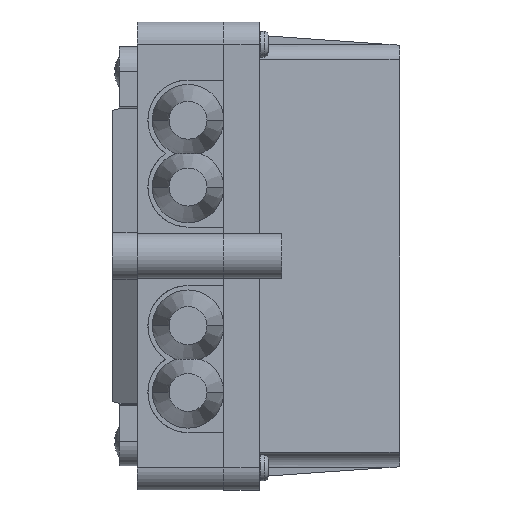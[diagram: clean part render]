
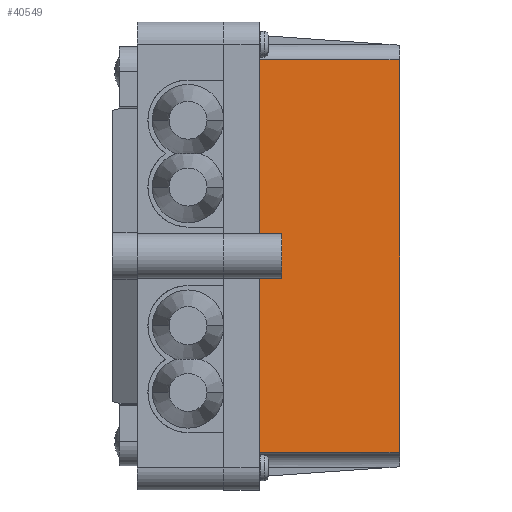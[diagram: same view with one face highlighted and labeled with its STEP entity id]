
A CAD part, front view. The second image highlights one B-rep face of the part: STEP entity #40549.
In plain terms, the highlighted face is planar.
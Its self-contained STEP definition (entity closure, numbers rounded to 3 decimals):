
#37411 = CARTESIAN_POINT ( 'NONE',  ( 5.829, -23.964, 0. ) ) ;
#37413 = CARTESIAN_POINT ( 'NONE',  ( 5.829, -23.615, 5. ) ) ;
#37414 = DIRECTION ( 'NONE',  ( 0., 0.07, 0.998 ) ) ;
#37415 = VECTOR ( 'NONE', #37414, 1000. ) ;
#37416 = CARTESIAN_POINT ( 'NONE',  ( 5.829, -21.762, 31.5 ) ) ;
#37418 = LINE ( 'NONE', #37416, #37415 ) ;
#37502 = CARTESIAN_POINT ( 'NONE',  ( -4.171, -23.615, 5. ) ) ;
#37541 = DIRECTION ( 'NONE',  ( 0., 0.07, 0.998 ) ) ;
#37542 = VECTOR ( 'NONE', #37541, 1000. ) ;
#37543 = CARTESIAN_POINT ( 'NONE',  ( -4.171, -23.071, 12.769 ) ) ;
#37544 = LINE ( 'NONE', #37543, #37542 ) ;
#37557 = CARTESIAN_POINT ( 'NONE',  ( -4.171, -23.964, 0. ) ) ;
#37657 =( BOUNDED_CURVE ( )  B_SPLINE_CURVE ( 3, ( #37697, #37696, #37695, #37694 ),
 .UNSPECIFIED., .F., .F. ) 
 B_SPLINE_CURVE_WITH_KNOTS ( ( 4, 4 ),
 ( 1.571, 1.629 ),
 .UNSPECIFIED. ) 
 CURVE ( )  GEOMETRIC_REPRESENTATION_ITEM ( )  RATIONAL_B_SPLINE_CURVE ( ( 1., 1., 1., 1. ) ) 
 REPRESENTATION_ITEM ( '' )  );
#37658 = FACE_OUTER_BOUND ( 'NONE', #40524, .T. ) ;
#37680 = LINE ( 'NONE', #37689, #37730 ) ;
#37681 = CARTESIAN_POINT ( 'NONE',  ( -43.171, -21.964, 28.601 ) ) ;
#37682 = CARTESIAN_POINT ( 'NONE',  ( -43.171, -21.964, 28.601 ) ) ;
#37683 = CARTESIAN_POINT ( 'NONE',  ( -43.171, -21.897, 29.568 ) ) ;
#37684 = CARTESIAN_POINT ( 'NONE',  ( -43.173, -21.829, 30.535 ) ) ;
#37685 = CARTESIAN_POINT ( 'NONE',  ( -43.177, -21.762, 31.5 ) ) ;
#37686 = DIRECTION ( 'NONE',  ( 0., -0.998, 0.07 ) ) ;
#37687 =( BOUNDED_CURVE ( )  B_SPLINE_CURVE ( 3, ( #37685, #37684, #37683, #37682 ),
 .UNSPECIFIED., .F., .T. ) 
 B_SPLINE_CURVE_WITH_KNOTS ( ( 4, 4 ),
 ( 4.654, 4.712 ),
 .UNSPECIFIED. ) 
 CURVE ( )  GEOMETRIC_REPRESENTATION_ITEM ( )  RATIONAL_B_SPLINE_CURVE ( ( 1., 1., 1., 1. ) ) 
 REPRESENTATION_ITEM ( '' )  );
#37688 = CARTESIAN_POINT ( 'NONE',  ( 48.127, -21.762, 31.5 ) ) ;
#37689 = CARTESIAN_POINT ( 'NONE',  ( -43.171, -23.954, 0.153 ) ) ;
#37690 = DIRECTION ( 'NONE',  ( 1., 0., 0. ) ) ;
#37691 = VECTOR ( 'NONE', #37690, 1000. ) ;
#37692 = CARTESIAN_POINT ( 'NONE',  ( 48.127, -21.762, 31.5 ) ) ;
#37693 = LINE ( 'NONE', #37692, #37691 ) ;
#37694 = CARTESIAN_POINT ( 'NONE',  ( 44.835, -21.762, 31.5 ) ) ;
#37695 = CARTESIAN_POINT ( 'NONE',  ( 44.831, -21.829, 30.535 ) ) ;
#37696 = CARTESIAN_POINT ( 'NONE',  ( 44.829, -21.897, 29.568 ) ) ;
#37697 = CARTESIAN_POINT ( 'NONE',  ( 44.829, -21.964, 28.601 ) ) ;
#37700 = LINE ( 'NONE', #37710, #37758 ) ;
#37701 = DIRECTION ( 'NONE',  ( -1., 0., 0. ) ) ;
#37702 = VECTOR ( 'NONE', #37701, 1000. ) ;
#37703 = LINE ( 'NONE', #37713, #37702 ) ;
#37705 = DIRECTION ( 'NONE',  ( 0., 0.07, 0.998 ) ) ;
#37706 = VECTOR ( 'NONE', #37705, 1000. ) ;
#37707 = CARTESIAN_POINT ( 'NONE',  ( 44.829, -21.762, 31.5 ) ) ;
#37708 = CARTESIAN_POINT ( 'NONE',  ( -43.177, -21.762, 31.5 ) ) ;
#37709 = DIRECTION ( 'NONE',  ( 1., 0., 0. ) ) ;
#37710 = CARTESIAN_POINT ( 'NONE',  ( 48.127, -23.615, 5. ) ) ;
#37711 = DIRECTION ( 'NONE',  ( 0., -0.07, -0.998 ) ) ;
#37712 = LINE ( 'NONE', #37707, #37706 ) ;
#37713 = CARTESIAN_POINT ( 'NONE',  ( -46.468, -23.964, 0. ) ) ;
#37714 = PLANE ( 'NONE',  #37721 ) ;
#37718 = CARTESIAN_POINT ( 'NONE',  ( -43.171, -23.964, 0. ) ) ;
#37719 = CARTESIAN_POINT ( 'NONE',  ( 44.829, -21.964, 28.601 ) ) ;
#37720 = CARTESIAN_POINT ( 'NONE',  ( 44.835, -21.762, 31.5 ) ) ;
#37721 = AXIS2_PLACEMENT_3D ( 'NONE', #37688, #37686, #37711 ) ;
#37728 = CARTESIAN_POINT ( 'NONE',  ( 44.829, -23.964, 0. ) ) ;
#37729 = DIRECTION ( 'NONE',  ( 0., 0.07, 0.998 ) ) ;
#37730 = VECTOR ( 'NONE', #37729, 1000. ) ;
#37745 = LINE ( 'NONE', #37774, #37773 ) ;
#37758 = VECTOR ( 'NONE', #37709, 1000. ) ;
#37772 = DIRECTION ( 'NONE',  ( -1., 0., 0. ) ) ;
#37773 = VECTOR ( 'NONE', #37772, 1000. ) ;
#37774 = CARTESIAN_POINT ( 'NONE',  ( -46.468, -23.964, 0. ) ) ;
#40386 = EDGE_CURVE ( 'NONE', #40407, #40390, #37418, .T. ) ;
#40390 = VERTEX_POINT ( 'NONE', #37413 ) ;
#40407 = VERTEX_POINT ( 'NONE', #37411 ) ;
#40445 = VERTEX_POINT ( 'NONE', #37502 ) ;
#40452 = EDGE_CURVE ( 'NONE', #40453, #40445, #37544, .T. ) ;
#40453 = VERTEX_POINT ( 'NONE', #37557 ) ;
#40524 = EDGE_LOOP ( 'NONE', ( #40551, #40542, #40555, #40536, #40538, #40595, #40535, #40565, #40599, #40540 ) ) ;
#40532 = EDGE_CURVE ( 'NONE', #40563, #40550, #37657, .T. ) ;
#40534 = EDGE_CURVE ( 'NONE', #40554, #40550, #37693, .T. ) ;
#40535 = ORIENTED_EDGE ( 'NONE', *, *, #40596, .F. ) ;
#40536 = ORIENTED_EDGE ( 'NONE', *, *, #40534, .F. ) ;
#40537 = EDGE_CURVE ( 'NONE', #40554, #40543, #37687, .T. ) ;
#40538 = ORIENTED_EDGE ( 'NONE', *, *, #40537, .T. ) ;
#40539 = EDGE_CURVE ( 'NONE', #40548, #40543, #37680, .T. ) ;
#40540 = ORIENTED_EDGE ( 'NONE', *, *, #40386, .F. ) ;
#40542 = ORIENTED_EDGE ( 'NONE', *, *, #40552, .T. ) ;
#40543 = VERTEX_POINT ( 'NONE', #37681 ) ;
#40544 = VERTEX_POINT ( 'NONE', #37728 ) ;
#40548 = VERTEX_POINT ( 'NONE', #37718 ) ;
#40549 = ADVANCED_FACE ( 'NONE', ( #37658 ), #37714, .T. ) ;
#40550 = VERTEX_POINT ( 'NONE', #37720 ) ;
#40551 = ORIENTED_EDGE ( 'NONE', *, *, #40553, .F. ) ;
#40552 = EDGE_CURVE ( 'NONE', #40544, #40563, #37712, .T. ) ;
#40553 = EDGE_CURVE ( 'NONE', #40544, #40407, #37703, .T. ) ;
#40554 = VERTEX_POINT ( 'NONE', #37708 ) ;
#40555 = ORIENTED_EDGE ( 'NONE', *, *, #40532, .T. ) ;
#40557 = EDGE_CURVE ( 'NONE', #40445, #40390, #37700, .T. ) ;
#40563 = VERTEX_POINT ( 'NONE', #37719 ) ;
#40565 = ORIENTED_EDGE ( 'NONE', *, *, #40452, .T. ) ;
#40595 = ORIENTED_EDGE ( 'NONE', *, *, #40539, .F. ) ;
#40596 = EDGE_CURVE ( 'NONE', #40453, #40548, #37745, .T. ) ;
#40599 = ORIENTED_EDGE ( 'NONE', *, *, #40557, .T. ) ;
